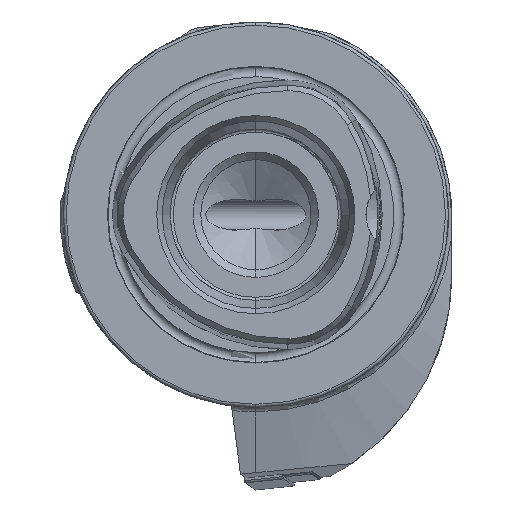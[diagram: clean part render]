
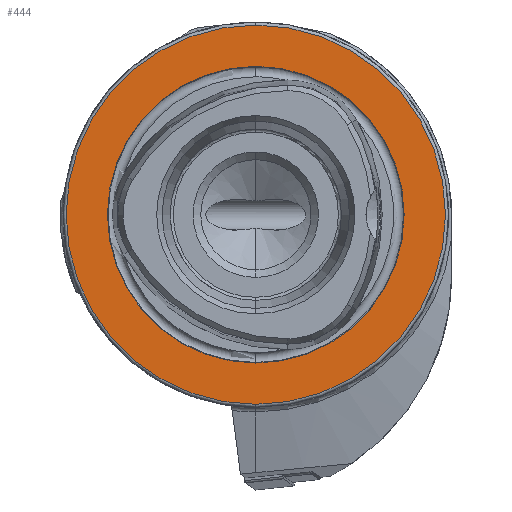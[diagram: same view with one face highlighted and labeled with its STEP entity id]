
A CAD part, left-side view. The second image highlights one B-rep face of the part: STEP entity #444.
In plain terms, the highlighted planar face has unit normal (-1, 0, 0).
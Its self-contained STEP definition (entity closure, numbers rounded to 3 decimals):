
#30 = CARTESIAN_POINT ( 'NONE',  ( 0., 0., -24.25 ) ) ;
#45 = VERTEX_POINT ( 'NONE', #30 ) ;
#434 = ORIENTED_EDGE ( 'NONE', *, *, #1536, .F. ) ;
#435 = AXIS2_PLACEMENT_3D ( 'NONE', #8390, #6034, #9622 ) ;
#444 = ADVANCED_FACE ( 'NONE', ( #5947, #10217 ), #6085, .F. ) ;
#826 = DIRECTION ( 'NONE',  ( -1., 0., 0. ) ) ;
#953 = VERTEX_POINT ( 'NONE', #10550 ) ;
#1536 = EDGE_CURVE ( 'NONE', #14437, #45, #6261, .T. ) ;
#1951 = CARTESIAN_POINT ( 'NONE',  ( 0., 0., 0. ) ) ;
#2106 = EDGE_LOOP ( 'NONE', ( #434, #10683 ) ) ;
#2662 = CARTESIAN_POINT ( 'NONE',  ( 0., 0., -31. ) ) ;
#2857 = DIRECTION ( 'NONE',  ( 0., 0., 1. ) ) ;
#3063 = EDGE_CURVE ( 'NONE', #45, #14437, #7123, .T. ) ;
#4004 = CIRCLE ( 'NONE', #8999, 31. ) ;
#4342 = CARTESIAN_POINT ( 'NONE',  ( 0., 0., 0. ) ) ;
#4392 = DIRECTION ( 'NONE',  ( 0., 0., 1. ) ) ;
#5947 = FACE_BOUND ( 'NONE', #2106, .T. ) ;
#6034 = DIRECTION ( 'NONE',  ( 1., 0., 0. ) ) ;
#6085 = PLANE ( 'NONE',  #435 ) ;
#6261 = CIRCLE ( 'NONE', #13484, 24.25 ) ;
#6790 = DIRECTION ( 'NONE',  ( -1., 0., 0. ) ) ;
#7123 = CIRCLE ( 'NONE', #9707, 24.25 ) ;
#7125 = ORIENTED_EDGE ( 'NONE', *, *, #12563, .T. ) ;
#7809 = DIRECTION ( 'NONE',  ( 0., 0., 1. ) ) ;
#8142 = DIRECTION ( 'NONE',  ( 0., 0., 1. ) ) ;
#8275 = DIRECTION ( 'NONE',  ( -1., 0., 0. ) ) ;
#8390 = CARTESIAN_POINT ( 'NONE',  ( 0., 24.25, 0. ) ) ;
#8999 = AXIS2_PLACEMENT_3D ( 'NONE', #1951, #11218, #7809 ) ;
#9044 = CIRCLE ( 'NONE', #11284, 31. ) ;
#9111 = ORIENTED_EDGE ( 'NONE', *, *, #11931, .T. ) ;
#9289 = CARTESIAN_POINT ( 'NONE',  ( 0., 0., 0. ) ) ;
#9482 = CARTESIAN_POINT ( 'NONE',  ( 0., 0., 24.25 ) ) ;
#9537 = VERTEX_POINT ( 'NONE', #2662 ) ;
#9622 = DIRECTION ( 'NONE',  ( 0., 0., -1. ) ) ;
#9707 = AXIS2_PLACEMENT_3D ( 'NONE', #13028, #8275, #2857 ) ;
#10217 = FACE_OUTER_BOUND ( 'NONE', #12540, .T. ) ;
#10550 = CARTESIAN_POINT ( 'NONE',  ( 0., 0., 31. ) ) ;
#10683 = ORIENTED_EDGE ( 'NONE', *, *, #3063, .F. ) ;
#11218 = DIRECTION ( 'NONE',  ( -1., 0., 0. ) ) ;
#11284 = AXIS2_PLACEMENT_3D ( 'NONE', #4342, #826, #4392 ) ;
#11931 = EDGE_CURVE ( 'NONE', #9537, #953, #9044, .T. ) ;
#12540 = EDGE_LOOP ( 'NONE', ( #7125, #9111 ) ) ;
#12563 = EDGE_CURVE ( 'NONE', #953, #9537, #4004, .T. ) ;
#13028 = CARTESIAN_POINT ( 'NONE',  ( 0., 0., 0. ) ) ;
#13484 = AXIS2_PLACEMENT_3D ( 'NONE', #9289, #6790, #8142 ) ;
#14437 = VERTEX_POINT ( 'NONE', #9482 ) ;
